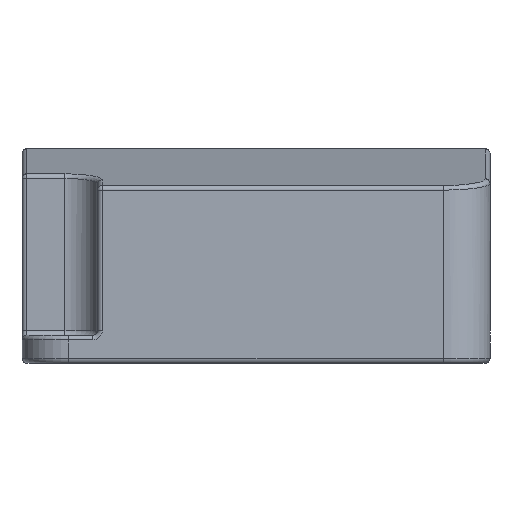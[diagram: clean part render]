
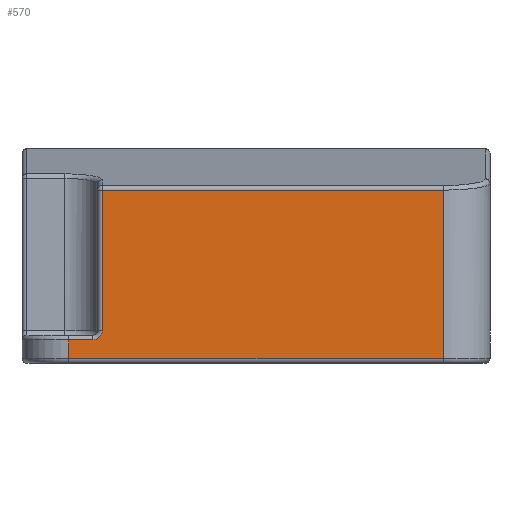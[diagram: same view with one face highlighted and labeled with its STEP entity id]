
A CAD part, left-side view. The second image highlights one B-rep face of the part: STEP entity #570.
In plain terms, the highlighted planar face has unit normal (-1, 0, 0).
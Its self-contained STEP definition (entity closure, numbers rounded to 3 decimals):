
#570 = ADVANCED_FACE( '', ( #1263 ), #1264, .F. );
#1263 = FACE_OUTER_BOUND( '', #2381, .T. );
#1264 = PLANE( '', #2382 );
#2381 = EDGE_LOOP( '', ( #4410, #4411, #4412, #4413, #4414, #4415, #4416 ) );
#2382 = AXIS2_PLACEMENT_3D( '', #4417, #4418, #4419 );
#4410 = ORIENTED_EDGE( '', *, *, #5746, .T. );
#4411 = ORIENTED_EDGE( '', *, *, #6059, .T. );
#4412 = ORIENTED_EDGE( '', *, *, #5481, .T. );
#4413 = ORIENTED_EDGE( '', *, *, #5695, .T. );
#4414 = ORIENTED_EDGE( '', *, *, #5914, .T. );
#4415 = ORIENTED_EDGE( '', *, *, #6060, .F. );
#4416 = ORIENTED_EDGE( '', *, *, #6061, .T. );
#4417 = CARTESIAN_POINT( '', ( -68.75, 25.1, 23. ) );
#4418 = DIRECTION( '', ( 1., 0., 0. ) );
#4419 = DIRECTION( '', ( 0., 0., -1. ) );
#5481 = EDGE_CURVE( '', #6336, #6337, #6338, .F. );
#5695 = EDGE_CURVE( '', #6337, #6691, #6693, .F. );
#5746 = EDGE_CURVE( '', #6774, #6772, #6775, .T. );
#5914 = EDGE_CURVE( '', #6691, #7029, #7031, .F. );
#6059 = EDGE_CURVE( '', #6772, #6336, #7209, .T. );
#6060 = EDGE_CURVE( '', #7210, #7029, #7211, .F. );
#6061 = EDGE_CURVE( '', #7210, #6774, #7212, .T. );
#6336 = VERTEX_POINT( '', #7757 );
#6337 = VERTEX_POINT( '', #7758 );
#6338 = LINE( '', #7759, #7760 );
#6691 = VERTEX_POINT( '', #8434 );
#6693 = LINE( '', #8436, #8437 );
#6772 = VERTEX_POINT( '', #8584 );
#6774 = VERTEX_POINT( '', #8586 );
#6775 = LINE( '', #8587, #8588 );
#7029 = VERTEX_POINT( '', #9439 );
#7031 = LINE( '', #9441, #9442 );
#7209 = LINE( '', #9915, #9916 );
#7210 = VERTEX_POINT( '', #9917 );
#7211 = CIRCLE( '', #9918, 1. );
#7212 = LINE( '', #9919, #9920 );
#7757 = CARTESIAN_POINT( '', ( -68.75, -20.1, 0.5 ) );
#7758 = CARTESIAN_POINT( '', ( -68.75, -20.1, 18.574 ) );
#7759 = CARTESIAN_POINT( '', ( -68.75, -20.1, 23. ) );
#7760 = VECTOR( '', #10275, 1000. );
#8434 = CARTESIAN_POINT( '', ( -68.75, 16.5, 18.574 ) );
#8436 = CARTESIAN_POINT( '', ( -68.75, 25.1, 18.574 ) );
#8437 = VECTOR( '', #10451, 1000. );
#8584 = CARTESIAN_POINT( '', ( -68.75, 20.1, 0.5 ) );
#8586 = CARTESIAN_POINT( '', ( -68.75, 20.1, 2.5 ) );
#8587 = CARTESIAN_POINT( '', ( -68.75, 20.1, 23. ) );
#8588 = VECTOR( '', #10515, 1000. );
#9439 = CARTESIAN_POINT( '', ( -68.75, 16.5, 3.5 ) );
#9441 = CARTESIAN_POINT( '', ( -68.75, 16.5, 3. ) );
#9442 = VECTOR( '', #10586, 1000. );
#9915 = CARTESIAN_POINT( '', ( -68.75, 25.1, 0.5 ) );
#9916 = VECTOR( '', #10691, 1000. );
#9917 = CARTESIAN_POINT( '', ( -68.75, 17.5, 2.5 ) );
#9918 = AXIS2_PLACEMENT_3D( '', #10692, #10693, #10694 );
#9919 = CARTESIAN_POINT( '', ( -68.75, 25.1, 2.5 ) );
#9920 = VECTOR( '', #10695, 1000. );
#10275 = DIRECTION( '', ( 0., 0., -1. ) );
#10451 = DIRECTION( '', ( 0., -1., 0. ) );
#10515 = DIRECTION( '', ( 0., 0., -1. ) );
#10586 = DIRECTION( '', ( 0., 0., 1. ) );
#10691 = DIRECTION( '', ( 0., -1., 0. ) );
#10692 = CARTESIAN_POINT( '', ( -68.75, 17.5, 3.5 ) );
#10693 = DIRECTION( '', ( 1., 0., 0. ) );
#10694 = DIRECTION( '', ( 0., 0., -1. ) );
#10695 = DIRECTION( '', ( 0., 1., 0. ) );
